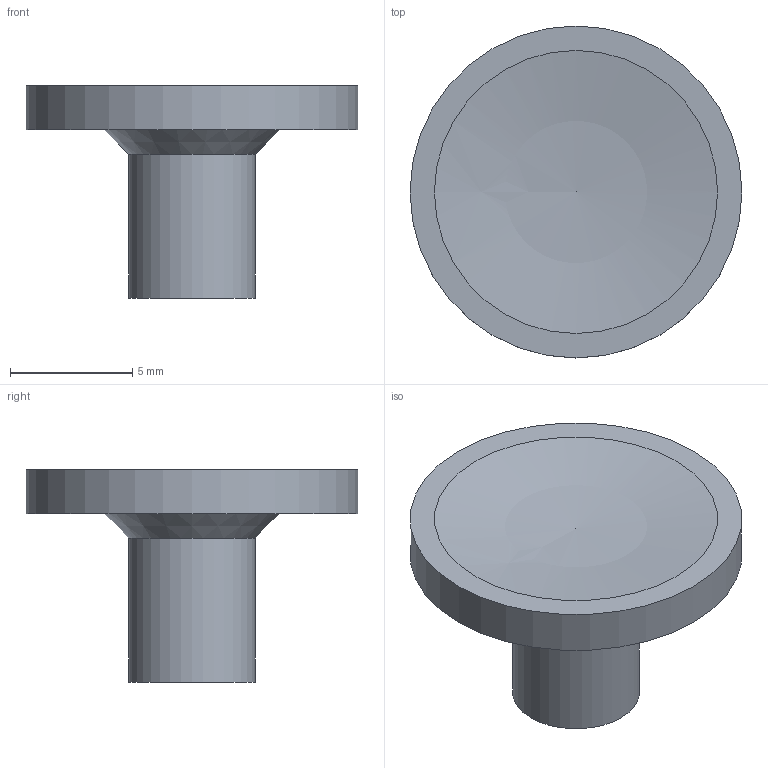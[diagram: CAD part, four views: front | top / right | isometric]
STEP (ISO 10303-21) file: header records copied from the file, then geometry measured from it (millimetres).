
FILE_DESCRIPTION(/* description */ (''),/* implementation_level */ '2;1');
FILE_NAME(/* name */ 'Joystick.step',/* time_stamp */ '2025-12-08T23:34:10+05:30',/* author */ (''),/* organization */ (''),/* preprocessor_version */ 'ST-DEVELOPER v20.1',/* originating_system */ 'Autodesk Translation Framework v14.21.0.0',/* authorisation */ '');
FILE_SCHEMA (('AUTOMOTIVE_DESIGN { 1 0 10303 214 3 1 1 }'));
Length unit declared in the file: millimetre
Products named in the file (1): FusionComponent
Bounding box: 13.6 x 13.6 x 8.7 mm (x, y, z)
Volume: 365.2 mm3; surface area: 534.1 mm2
Topology: 1 solids, 1 shells, 20 faces, 47 edges, 31 vertices
Faces by surface type: cylinder 10, plane 8, cone 1, sphere 1
Full cylindrical faces by diameter (mm): 5.2 x1, 13.6 x1
Entity records: 717 total; most frequent: CARTESIAN_POINT 218, DIRECTION 95, ORIENTED_EDGE 92, EDGE_CURVE 46, AXIS2_PLACEMENT_3D 36, VERTEX_POINT 31, EDGE_LOOP 23, LINE 23
